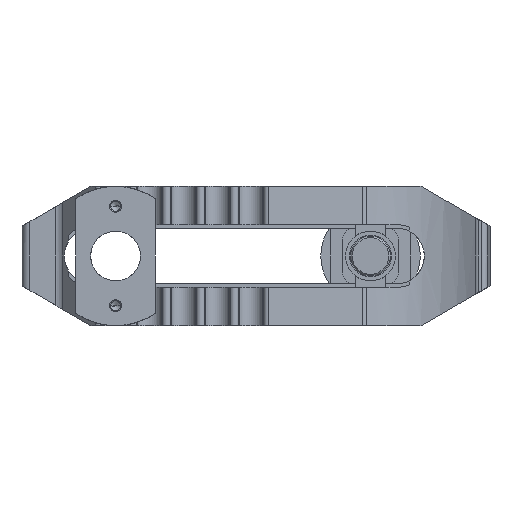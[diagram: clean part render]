
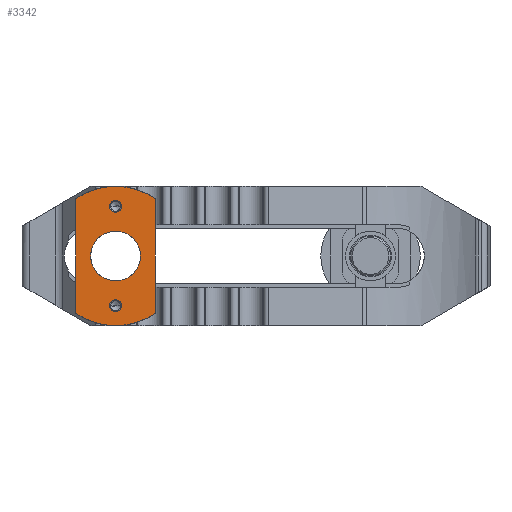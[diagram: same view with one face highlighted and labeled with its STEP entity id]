
A CAD part, front view. The second image highlights one B-rep face of the part: STEP entity #3342.
In plain terms, the highlighted planar face has unit normal (0, -1, 0).
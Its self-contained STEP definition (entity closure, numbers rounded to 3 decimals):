
#1860=VERTEX_POINT('',#5331);
#1918=VERTEX_POINT('',#5394);
#2154=EDGE_CURVE('',#4508,#1860,#5648,.T.);
#2566=EDGE_CURVE('',#1860,#4508,#6108,.T.);
#2650=EDGE_CURVE('',#1918,#3464,#6202,.T.);
#2802=EDGE_CURVE('',#4920,#4816,#6368,.T.);
#3322=EDGE_CURVE('',#3698,#3612,#6933,.T.);
#3342=ADVANCED_FACE('',(#6956,#6957,#6958,#6959),#6960,.T.);
#3386=VERTEX_POINT('',#7006);
#3464=VERTEX_POINT('',#7091);
#3612=VERTEX_POINT('',#7248);
#3656=EDGE_CURVE('',#4204,#4816,#7295,.T.);
#3698=VERTEX_POINT('',#7340);
#3784=EDGE_CURVE('',#3386,#4920,#7434,.T.);
#4204=VERTEX_POINT('',#7898);
#4392=EDGE_CURVE('',#3464,#1918,#8102,.T.);
#4508=VERTEX_POINT('',#8226);
#4694=EDGE_CURVE('',#3612,#3698,#8437,.T.);
#4816=VERTEX_POINT('',#8573);
#4920=VERTEX_POINT('',#8689);
#4962=EDGE_CURVE('',#4204,#3386,#8734,.T.);
#5331=CARTESIAN_POINT('',(-12.5,0.,0.));
#5394=CARTESIAN_POINT('',(3.0,0.0,25.0));
#5648=CIRCLE('',#9698,12.5);
#6108=CIRCLE('',#10344,12.5);
#6202=CIRCLE('',#10491,3.0);
#6368=CIRCLE('',#10765,35.0);
#6933=CIRCLE('',#11586,3.0);
#6956=FACE_BOUND('',#11616,.T.);
#6957=FACE_BOUND('',#11617,.T.);
#6958=FACE_BOUND('',#11618,.T.);
#6959=FACE_OUTER_BOUND('',#11619,.T.);
#6960=PLANE('',#11620);
#7006=CARTESIAN_POINT('',(20.0,0.0,28.723));
#7091=CARTESIAN_POINT('',(-3.0,0.,25.0));
#7248=CARTESIAN_POINT('',(3.0,0.,-25.0));
#7295=LINE('',#12087,#12088);
#7340=CARTESIAN_POINT('',(-3.0,0.0,-25.0));
#7434=LINE('',#12321,#12322);
#7898=CARTESIAN_POINT('',(-20.0,0.0,28.723));
#8102=CIRCLE('',#13490,3.0);
#8226=CARTESIAN_POINT('',(12.5,0.0,0.));
#8437=CIRCLE('',#13966,3.0);
#8573=CARTESIAN_POINT('',(-20.0,0.0,-28.723));
#8689=CARTESIAN_POINT('',(20.0,0.0,-28.723));
#8734=CIRCLE('',#14456,35.0);
#9698=AXIS2_PLACEMENT_3D('',#15245,#15246,#15247);
#10344=AXIS2_PLACEMENT_3D('',#15818,#15819,#15820);
#10491=AXIS2_PLACEMENT_3D('',#15942,#15943,#15944);
#10765=AXIS2_PLACEMENT_3D('',#16103,#16104,#16105);
#11586=AXIS2_PLACEMENT_3D('',#16715,#16716,#16717);
#11616=EDGE_LOOP('',(#16754,#16755));
#11617=EDGE_LOOP('',(#16756,#16757));
#11618=EDGE_LOOP('',(#16758,#16759));
#11619=EDGE_LOOP('',(#16760,#16761,#16762,#16763));
#11620=AXIS2_PLACEMENT_3D('',#16764,#16765,#16766);
#12087=CARTESIAN_POINT('',(-20.0,0.,36.0));
#12088=VECTOR('',#17103,1.0);
#12321=CARTESIAN_POINT('',(20.0,0.,36.0));
#12322=VECTOR('',#17276,1.0);
#13490=AXIS2_PLACEMENT_3D('',#18077,#18078,#18079);
#13966=AXIS2_PLACEMENT_3D('',#18460,#18461,#18462);
#14456=AXIS2_PLACEMENT_3D('',#18804,#18805,#18806);
#15245=CARTESIAN_POINT('',(0.0,0.0,0.0));
#15246=DIRECTION('',(0.,1.0,0.));
#15247=DIRECTION('',(-1.0,0.,0.));
#15818=CARTESIAN_POINT('',(0.0,0.0,0.0));
#15819=DIRECTION('',(0.,1.0,0.));
#15820=DIRECTION('',(-1.0,0.,0.));
#15942=CARTESIAN_POINT('',(0.0,0.0,25.0));
#15943=DIRECTION('',(0.,1.0,0.));
#15944=DIRECTION('',(1.0,0.,0.));
#16103=CARTESIAN_POINT('',(0.0,0.0,0.0));
#16104=DIRECTION('',(0.,1.0,0.));
#16105=DIRECTION('',(-1.0,0.,0.));
#16715=CARTESIAN_POINT('',(0.0,0.0,-25.0));
#16716=DIRECTION('',(0.,1.0,0.));
#16717=DIRECTION('',(-1.0,0.,0.));
#16754=ORIENTED_EDGE('',*,*,#3322,.T.);
#16755=ORIENTED_EDGE('',*,*,#4694,.T.);
#16756=ORIENTED_EDGE('',*,*,#2650,.T.);
#16757=ORIENTED_EDGE('',*,*,#4392,.T.);
#16758=ORIENTED_EDGE('',*,*,#2154,.T.);
#16759=ORIENTED_EDGE('',*,*,#2566,.T.);
#16760=ORIENTED_EDGE('',*,*,#4962,.F.);
#16761=ORIENTED_EDGE('',*,*,#3656,.T.);
#16762=ORIENTED_EDGE('',*,*,#2802,.F.);
#16763=ORIENTED_EDGE('',*,*,#3784,.F.);
#16764=CARTESIAN_POINT('',(-20.0,0.,36.0));
#16765=DIRECTION('',(0.,-1.0,0.));
#16766=DIRECTION('',(-1.0,0.,0.));
#17103=DIRECTION('',(0.0,0.,-1.0));
#17276=DIRECTION('',(0.0,0.,-1.0));
#18077=CARTESIAN_POINT('',(0.0,0.0,25.0));
#18078=DIRECTION('',(0.,1.0,0.));
#18079=DIRECTION('',(1.0,0.,0.));
#18460=CARTESIAN_POINT('',(0.0,0.0,-25.0));
#18461=DIRECTION('',(0.,1.0,0.));
#18462=DIRECTION('',(-1.0,0.,0.));
#18804=CARTESIAN_POINT('',(0.0,0.0,0.0));
#18805=DIRECTION('',(0.,1.0,0.));
#18806=DIRECTION('',(-1.0,0.,0.));
